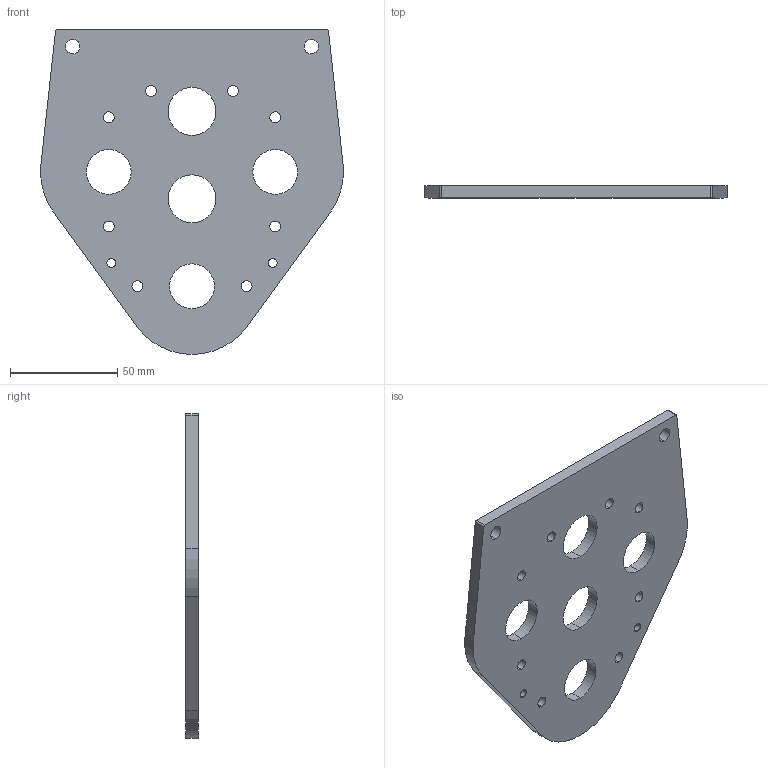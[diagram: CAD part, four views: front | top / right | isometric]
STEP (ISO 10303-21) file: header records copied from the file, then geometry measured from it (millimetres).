
FILE_DESCRIPTION (( 'STEP AP214' ), '1' );
FILE_NAME ('am-4487 AM14U4 3 Motor Upgrade Plate.STEP', '2021-05-26T17:40:51', ( '' ), ( '' ), 'SwSTEP 2.0', 'SolidWorks 2019', '' );
FILE_SCHEMA (( 'AUTOMOTIVE_DESIGN' ));
Length unit declared in the file: inch
Products named in the file (1): am-4487 AM14U4 3 Motor Upgrade Plate
Bounding box: 140.95 x 5.59 x 151.24 mm (x, y, z)
Volume: 81898.5 mm3; surface area: 35032.5 mm2
Topology: 1 solids, 1 shells, 47 faces, 135 edges, 90 vertices
Faces by surface type: cylinder 40, plane 7
Entity records: 1697 total; most frequent: DIRECTION 311, CARTESIAN_POINT 273, ORIENTED_EDGE 270, EDGE_CURVE 135, AXIS2_PLACEMENT_3D 128, VERTEX_POINT 90, EDGE_LOOP 81, CIRCLE 80
